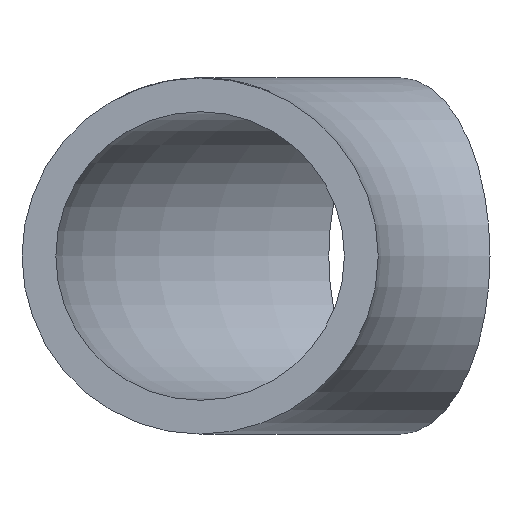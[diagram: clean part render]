
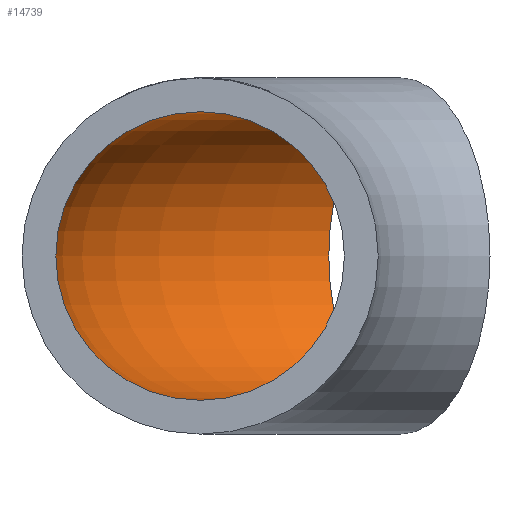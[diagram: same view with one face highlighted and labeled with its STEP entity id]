
A CAD part, front view. The second image highlights one B-rep face of the part: STEP entity #14739.
In plain terms, the highlighted toroidal (fillet/blend) face has major radius 38 mm and minor radius 13.65 mm.
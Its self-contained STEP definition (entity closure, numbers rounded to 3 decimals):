
#858 = AXIS2_PLACEMENT_3D ( 'NONE', #14150, #14230, #1637 ) ;
#941 = CIRCLE ( 'NONE', #11172, 13.65 ) ;
#1588 = CARTESIAN_POINT ( 'NONE',  ( -19., 32.909, 0. ) ) ;
#1637 = DIRECTION ( 'NONE',  ( -1., 0., 0. ) ) ;
#3939 = DIRECTION ( 'NONE',  ( 0., 0., 1. ) ) ;
#4499 = CARTESIAN_POINT ( 'NONE',  ( -25.825, 44.73, 0. ) ) ;
#4915 = ORIENTED_EDGE ( 'NONE', *, *, #12086, .F. ) ;
#7185 = DIRECTION ( 'NONE',  ( -0.5, 0.866, 0. ) ) ;
#8380 = EDGE_LOOP ( 'NONE', ( #4915 ) ) ;
#8766 = TOROIDAL_SURFACE ( 'NONE', #858, 38., 13.65 ) ;
#9532 = EDGE_CURVE ( 'NONE', #15728, #15728, #941, .T. ) ;
#9708 = DIRECTION ( 'NONE',  ( 0., 1., 0. ) ) ;
#9877 = FACE_OUTER_BOUND ( 'NONE', #16725, .T. ) ;
#10073 = VERTEX_POINT ( 'NONE', #12844 ) ;
#11172 = AXIS2_PLACEMENT_3D ( 'NONE', #1588, #13026, #7185 ) ;
#11992 = CIRCLE ( 'NONE', #14295, 13.65 ) ;
#12086 = EDGE_CURVE ( 'NONE', #10073, #10073, #11992, .T. ) ;
#12844 = CARTESIAN_POINT ( 'NONE',  ( -38., 0., 13.65 ) ) ;
#13026 = DIRECTION ( 'NONE',  ( 0.866, 0.5, 0. ) ) ;
#14150 = CARTESIAN_POINT ( 'NONE',  ( 0., 0., 0. ) ) ;
#14230 = DIRECTION ( 'NONE',  ( 0., 0., -1. ) ) ;
#14295 = AXIS2_PLACEMENT_3D ( 'NONE', #16447, #9708, #3939 ) ;
#14739 = ADVANCED_FACE ( 'NONE', ( #9877, #16893 ), #8766, .F. ) ;
#15728 = VERTEX_POINT ( 'NONE', #4499 ) ;
#16447 = CARTESIAN_POINT ( 'NONE',  ( -38., 0., 0. ) ) ;
#16725 = EDGE_LOOP ( 'NONE', ( #16904 ) ) ;
#16893 = FACE_OUTER_BOUND ( 'NONE', #8380, .T. ) ;
#16904 = ORIENTED_EDGE ( 'NONE', *, *, #9532, .T. ) ;
